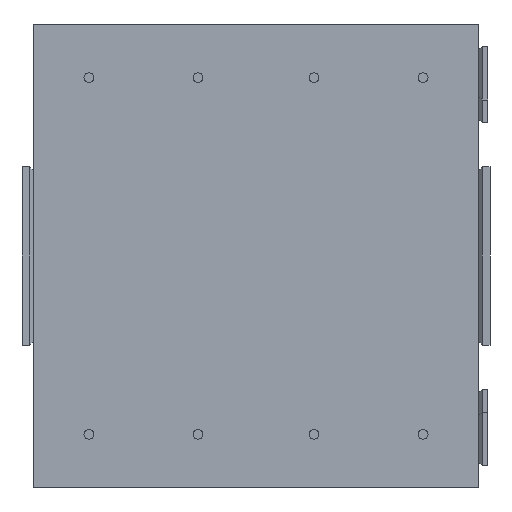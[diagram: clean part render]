
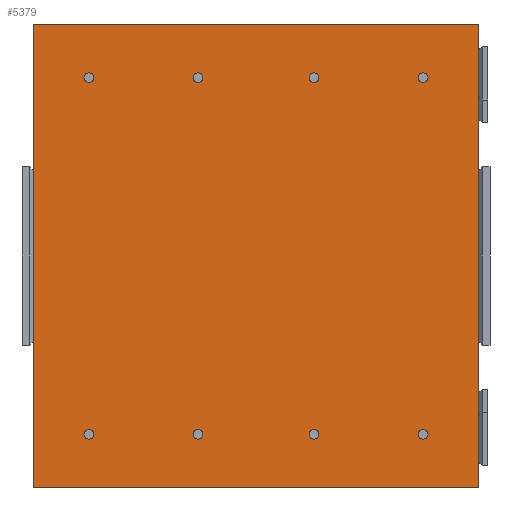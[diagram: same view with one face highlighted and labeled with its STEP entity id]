
A CAD part, front view. The second image highlights one B-rep face of the part: STEP entity #5379.
In plain terms, the highlighted planar face has unit normal (0, -1, 0).
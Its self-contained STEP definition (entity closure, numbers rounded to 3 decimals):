
#4864=DIRECTION('',(0.,0.,-1.));
#4865=VECTOR('',#4864,1040.);
#4866=CARTESIAN_POINT('',(-500.,0.,520.));
#4867=LINE('',#4866,#4865);
#4868=DIRECTION('',(-1.,0.,0.));
#4869=VECTOR('',#4868,1000.);
#4870=CARTESIAN_POINT('',(500.,0.,520.));
#4871=LINE('',#4870,#4869);
#4872=DIRECTION('',(0.,0.,1.));
#4873=VECTOR('',#4872,1040.);
#4874=CARTESIAN_POINT('',(500.,0.,-520.));
#4875=LINE('',#4874,#4873);
#4876=DIRECTION('',(1.,0.,0.));
#4877=VECTOR('',#4876,1000.);
#4878=CARTESIAN_POINT('',(-500.,0.,-520.));
#4879=LINE('',#4878,#4877);
#4880=CARTESIAN_POINT('',(-375.,0.,-400.));
#4881=DIRECTION('',(0.,-1.,0.));
#4882=DIRECTION('',(1.,0.,0.));
#4883=AXIS2_PLACEMENT_3D('',#4880,#4881,#4882);
#4885=CARTESIAN_POINT('',(-375.,0.,-400.));
#4886=DIRECTION('',(0.,-1.,0.));
#4887=DIRECTION('',(-1.,0.,0.));
#4888=AXIS2_PLACEMENT_3D('',#4885,#4886,#4887);
#4890=CARTESIAN_POINT('',(130.,0.,-400.));
#4891=DIRECTION('',(0.,-1.,0.));
#4892=DIRECTION('',(1.,0.,0.));
#4893=AXIS2_PLACEMENT_3D('',#4890,#4891,#4892);
#4895=CARTESIAN_POINT('',(130.,0.,-400.));
#4896=DIRECTION('',(0.,-1.,0.));
#4897=DIRECTION('',(-1.,0.,0.));
#4898=AXIS2_PLACEMENT_3D('',#4895,#4896,#4897);
#4900=CARTESIAN_POINT('',(-130.,0.,-400.));
#4901=DIRECTION('',(0.,1.,0.));
#4902=DIRECTION('',(-1.,0.,0.));
#4903=AXIS2_PLACEMENT_3D('',#4900,#4901,#4902);
#4905=CARTESIAN_POINT('',(-130.,0.,-400.));
#4906=DIRECTION('',(0.,1.,0.));
#4907=DIRECTION('',(1.,0.,0.));
#4908=AXIS2_PLACEMENT_3D('',#4905,#4906,#4907);
#4910=CARTESIAN_POINT('',(375.,0.,-400.));
#4911=DIRECTION('',(0.,1.,0.));
#4912=DIRECTION('',(-1.,0.,0.));
#4913=AXIS2_PLACEMENT_3D('',#4910,#4911,#4912);
#4915=CARTESIAN_POINT('',(375.,0.,-400.));
#4916=DIRECTION('',(0.,1.,0.));
#4917=DIRECTION('',(1.,0.,0.));
#4918=AXIS2_PLACEMENT_3D('',#4915,#4916,#4917);
#4920=CARTESIAN_POINT('',(-375.,0.,400.));
#4921=DIRECTION('',(0.,1.,0.));
#4922=DIRECTION('',(1.,0.,0.));
#4923=AXIS2_PLACEMENT_3D('',#4920,#4921,#4922);
#4925=CARTESIAN_POINT('',(-375.,0.,400.));
#4926=DIRECTION('',(0.,1.,0.));
#4927=DIRECTION('',(-1.,0.,0.));
#4928=AXIS2_PLACEMENT_3D('',#4925,#4926,#4927);
#4930=CARTESIAN_POINT('',(130.,0.,400.));
#4931=DIRECTION('',(0.,1.,0.));
#4932=DIRECTION('',(1.,0.,0.));
#4933=AXIS2_PLACEMENT_3D('',#4930,#4931,#4932);
#4935=CARTESIAN_POINT('',(130.,0.,400.));
#4936=DIRECTION('',(0.,1.,0.));
#4937=DIRECTION('',(-1.,0.,0.));
#4938=AXIS2_PLACEMENT_3D('',#4935,#4936,#4937);
#4940=CARTESIAN_POINT('',(-130.,0.,400.));
#4941=DIRECTION('',(0.,-1.,0.));
#4942=DIRECTION('',(-1.,0.,0.));
#4943=AXIS2_PLACEMENT_3D('',#4940,#4941,#4942);
#4945=CARTESIAN_POINT('',(-130.,0.,400.));
#4946=DIRECTION('',(0.,-1.,0.));
#4947=DIRECTION('',(1.,0.,0.));
#4948=AXIS2_PLACEMENT_3D('',#4945,#4946,#4947);
#4950=CARTESIAN_POINT('',(375.,0.,400.));
#4951=DIRECTION('',(0.,-1.,0.));
#4952=DIRECTION('',(-1.,0.,0.));
#4953=AXIS2_PLACEMENT_3D('',#4950,#4951,#4952);
#4955=CARTESIAN_POINT('',(375.,0.,400.));
#4956=DIRECTION('',(0.,-1.,0.));
#4957=DIRECTION('',(1.,0.,0.));
#4958=AXIS2_PLACEMENT_3D('',#4955,#4956,#4957);
#5212=CARTESIAN_POINT('',(-500.,0.,520.));
#5213=CARTESIAN_POINT('',(-500.,0.,-520.));
#5214=VERTEX_POINT('',#5212);
#5215=VERTEX_POINT('',#5213);
#5216=CARTESIAN_POINT('',(500.,0.,-520.));
#5217=VERTEX_POINT('',#5216);
#5218=CARTESIAN_POINT('',(500.,0.,520.));
#5219=VERTEX_POINT('',#5218);
#5252=CARTESIAN_POINT('',(-364.,0.,-400.));
#5253=CARTESIAN_POINT('',(-386.,0.,-400.));
#5254=VERTEX_POINT('',#5252);
#5255=VERTEX_POINT('',#5253);
#5260=CARTESIAN_POINT('',(141.,0.,-400.));
#5261=CARTESIAN_POINT('',(119.,0.,-400.));
#5262=VERTEX_POINT('',#5260);
#5263=VERTEX_POINT('',#5261);
#5268=CARTESIAN_POINT('',(-141.,0.,-400.));
#5269=CARTESIAN_POINT('',(-119.,0.,-400.));
#5270=VERTEX_POINT('',#5268);
#5271=VERTEX_POINT('',#5269);
#5276=CARTESIAN_POINT('',(364.,0.,-400.));
#5277=CARTESIAN_POINT('',(386.,0.,-400.));
#5278=VERTEX_POINT('',#5276);
#5279=VERTEX_POINT('',#5277);
#5284=CARTESIAN_POINT('',(-364.,0.,400.));
#5285=CARTESIAN_POINT('',(-386.,0.,400.));
#5286=VERTEX_POINT('',#5284);
#5287=VERTEX_POINT('',#5285);
#5292=CARTESIAN_POINT('',(141.,0.,400.));
#5293=CARTESIAN_POINT('',(119.,0.,400.));
#5294=VERTEX_POINT('',#5292);
#5295=VERTEX_POINT('',#5293);
#5300=CARTESIAN_POINT('',(-141.,0.,400.));
#5301=CARTESIAN_POINT('',(-119.,0.,400.));
#5302=VERTEX_POINT('',#5300);
#5303=VERTEX_POINT('',#5301);
#5308=CARTESIAN_POINT('',(364.,0.,400.));
#5309=CARTESIAN_POINT('',(386.,0.,400.));
#5310=VERTEX_POINT('',#5308);
#5311=VERTEX_POINT('',#5309);
#5316=CARTESIAN_POINT('',(0.,0.,0.));
#5317=DIRECTION('',(0.,-1.,0.));
#5318=DIRECTION('',(1.,0.,0.));
#5319=AXIS2_PLACEMENT_3D('',#5316,#5317,#5318);
#5320=PLANE('',#5319);
#5322=ORIENTED_EDGE('',*,*,#5321,.F.);
#5324=ORIENTED_EDGE('',*,*,#5323,.F.);
#5326=ORIENTED_EDGE('',*,*,#5325,.F.);
#5328=ORIENTED_EDGE('',*,*,#5327,.F.);
#5329=EDGE_LOOP('',(#5322,#5324,#5326,#5328));
#5330=FACE_OUTER_BOUND('',#5329,.F.);
#5332=ORIENTED_EDGE('',*,*,#5331,.T.);
#5334=ORIENTED_EDGE('',*,*,#5333,.T.);
#5335=EDGE_LOOP('',(#5332,#5334));
#5336=FACE_BOUND('',#5335,.F.);
#5338=ORIENTED_EDGE('',*,*,#5337,.T.);
#5340=ORIENTED_EDGE('',*,*,#5339,.T.);
#5341=EDGE_LOOP('',(#5338,#5340));
#5342=FACE_BOUND('',#5341,.F.);
#5344=ORIENTED_EDGE('',*,*,#5343,.F.);
#5346=ORIENTED_EDGE('',*,*,#5345,.F.);
#5347=EDGE_LOOP('',(#5344,#5346));
#5348=FACE_BOUND('',#5347,.F.);
#5350=ORIENTED_EDGE('',*,*,#5349,.F.);
#5352=ORIENTED_EDGE('',*,*,#5351,.F.);
#5353=EDGE_LOOP('',(#5350,#5352));
#5354=FACE_BOUND('',#5353,.F.);
#5356=ORIENTED_EDGE('',*,*,#5355,.F.);
#5358=ORIENTED_EDGE('',*,*,#5357,.F.);
#5359=EDGE_LOOP('',(#5356,#5358));
#5360=FACE_BOUND('',#5359,.F.);
#5362=ORIENTED_EDGE('',*,*,#5361,.F.);
#5364=ORIENTED_EDGE('',*,*,#5363,.F.);
#5365=EDGE_LOOP('',(#5362,#5364));
#5366=FACE_BOUND('',#5365,.F.);
#5368=ORIENTED_EDGE('',*,*,#5367,.T.);
#5370=ORIENTED_EDGE('',*,*,#5369,.T.);
#5371=EDGE_LOOP('',(#5368,#5370));
#5372=FACE_BOUND('',#5371,.F.);
#5374=ORIENTED_EDGE('',*,*,#5373,.T.);
#5376=ORIENTED_EDGE('',*,*,#5375,.T.);
#5377=EDGE_LOOP('',(#5374,#5376));
#5378=FACE_BOUND('',#5377,.F.);
#5379=ADVANCED_FACE('',(#5330,#5336,#5342,#5348,#5354,#5360,#5366,#5372,#5378),
#5320,.T.);
#4884=CIRCLE('',#4883,11.);
#4889=CIRCLE('',#4888,11.);
#4894=CIRCLE('',#4893,11.);
#4899=CIRCLE('',#4898,11.);
#4904=CIRCLE('',#4903,11.);
#4909=CIRCLE('',#4908,11.);
#4914=CIRCLE('',#4913,11.);
#4919=CIRCLE('',#4918,11.);
#4924=CIRCLE('',#4923,11.);
#4929=CIRCLE('',#4928,11.);
#4934=CIRCLE('',#4933,11.);
#4939=CIRCLE('',#4938,11.);
#4944=CIRCLE('',#4943,11.);
#4949=CIRCLE('',#4948,11.);
#4954=CIRCLE('',#4953,11.);
#4959=CIRCLE('',#4958,11.);
#5321=EDGE_CURVE('',#5214,#5215,#4867,.T.);
#5323=EDGE_CURVE('',#5219,#5214,#4871,.T.);
#5325=EDGE_CURVE('',#5217,#5219,#4875,.T.);
#5327=EDGE_CURVE('',#5215,#5217,#4879,.T.);
#5331=EDGE_CURVE('',#5254,#5255,#4884,.T.);
#5333=EDGE_CURVE('',#5255,#5254,#4889,.T.);
#5337=EDGE_CURVE('',#5262,#5263,#4894,.T.);
#5339=EDGE_CURVE('',#5263,#5262,#4899,.T.);
#5343=EDGE_CURVE('',#5270,#5271,#4904,.T.);
#5345=EDGE_CURVE('',#5271,#5270,#4909,.T.);
#5349=EDGE_CURVE('',#5278,#5279,#4914,.T.);
#5351=EDGE_CURVE('',#5279,#5278,#4919,.T.);
#5355=EDGE_CURVE('',#5286,#5287,#4924,.T.);
#5357=EDGE_CURVE('',#5287,#5286,#4929,.T.);
#5361=EDGE_CURVE('',#5294,#5295,#4934,.T.);
#5363=EDGE_CURVE('',#5295,#5294,#4939,.T.);
#5367=EDGE_CURVE('',#5302,#5303,#4944,.T.);
#5369=EDGE_CURVE('',#5303,#5302,#4949,.T.);
#5373=EDGE_CURVE('',#5310,#5311,#4954,.T.);
#5375=EDGE_CURVE('',#5311,#5310,#4959,.T.);
